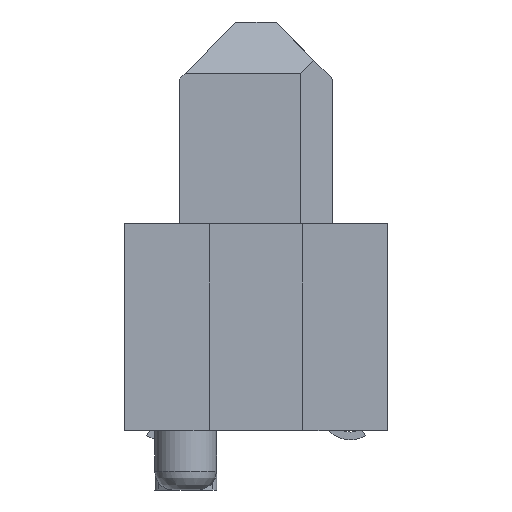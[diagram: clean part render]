
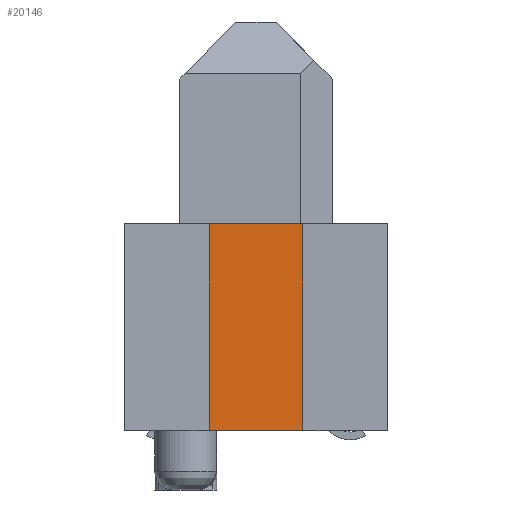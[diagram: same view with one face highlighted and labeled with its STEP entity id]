
A CAD part, left-side view. The second image highlights one B-rep face of the part: STEP entity #20146.
In plain terms, the highlighted planar face has unit normal (-1, 0, 0).
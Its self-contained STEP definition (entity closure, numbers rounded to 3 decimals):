
#727=FACE_OUTER_BOUND($,#1759,.T.);
#1759=EDGE_LOOP($,(#14725,#14726,#14727,#14728));
#4024=LINE($,#30688,#6715);
#4025=LINE($,#30691,#6716);
#4026=LINE($,#30693,#6717);
#4027=LINE($,#30694,#6718);
#6715=VECTOR($,#24280,4.41);
#6716=VECTOR($,#24283,2.);
#6717=VECTOR($,#24284,2.);
#6718=VECTOR($,#24285,4.41);
#9329=VERTEX_POINT($,#30684);
#9330=VERTEX_POINT($,#30686);
#9331=VERTEX_POINT($,#30690);
#9332=VERTEX_POINT($,#30692);
#11497=EDGE_CURVE($,#9330,#9329,#4024,.T.);
#11498=EDGE_CURVE($,#9331,#9329,#4025,.T.);
#11499=EDGE_CURVE($,#9332,#9330,#4026,.T.);
#11500=EDGE_CURVE($,#9332,#9331,#4027,.T.);
#14725=ORIENTED_EDGE($,*,*,#11498,.T.);
#14726=ORIENTED_EDGE($,*,*,#11497,.F.);
#14727=ORIENTED_EDGE($,*,*,#11499,.F.);
#14728=ORIENTED_EDGE($,*,*,#11500,.T.);
#19283=PLANE($,#21265);
#20146=ADVANCED_FACE($,(#727),#19283,.F.);
#21265=AXIS2_PLACEMENT_3D($,#30689,#24281,#24282);
#24280=DIRECTION($,(0.,0.,-1.));
#24281=DIRECTION('center_axis',(1.,0.,0.));
#24282=DIRECTION('ref_axis',(0.,1.,0.));
#24283=DIRECTION($,(0.,-1.,0.));
#24284=DIRECTION($,(0.,-1.,0.));
#24285=DIRECTION($,(0.,0.,-1.));
#30684=CARTESIAN_POINT('',(-18.9,-1.,0.195));
#30686=CARTESIAN_POINT('',(-18.9,-1.,4.605));
#30688=CARTESIAN_POINT($,(-18.9,-1.,4.605));
#30689=CARTESIAN_POINT('Origin',(-18.9,1.,4.605));
#30690=CARTESIAN_POINT('',(-18.9,1.,0.195));
#30691=CARTESIAN_POINT($,(-18.9,1.,0.195));
#30692=CARTESIAN_POINT('',(-18.9,1.,4.605));
#30693=CARTESIAN_POINT($,(-18.9,1.,4.605));
#30694=CARTESIAN_POINT($,(-18.9,1.,4.605));
